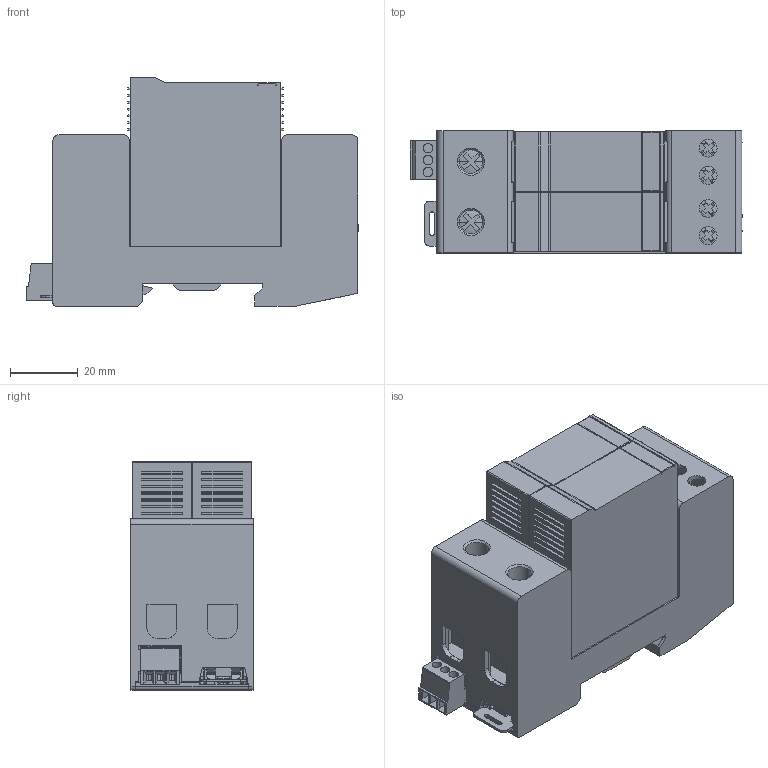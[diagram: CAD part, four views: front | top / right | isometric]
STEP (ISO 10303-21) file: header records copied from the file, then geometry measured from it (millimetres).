
FILE_DESCRIPTION(('Creo Elements/Direct Modeling STEP Export'),'2;1');
FILE_NAME('DS415S_G.stp','2017-10-10T11:10:59',(''),(''),'Creo Elements/Direct Modeling STEP processor for AP214 (Solid Model)','Creo Elements/Direct Modeling 20.0AP0401 12-May-2017 (C) Parametric Technology GmbH','');
FILE_SCHEMA(('AUTOMOTIVE_DESIGN { 1 0 10303 214 1 1 1 1 }'));
Products named in the file (2): DS415S_G
Assembly tree (1 placements, depth 2):
  DS415S_G
    DS415S_G
Bounding box: 97.95 x 36 x 67.4 mm (x, y, z)
Volume: 158750.5 mm3; surface area: 51775.7 mm2
Topology: 1 solids, 1 shells, 935 faces, 2716 edges, 1793 vertices
Faces by surface type: plane 747, cylinder 137, cone 20, sphere 14, torus 12, bspline 5
Entity records: 56931 total; most frequent: CARTESIAN_POINT 32153, ORIENTED_EDGE 5420, DIRECTION 4779, EDGE_CURVE 2710, VECTOR 2179, LINE 2179, VERTEX_POINT 1793, AXIS2_PLACEMENT_3D 1300
